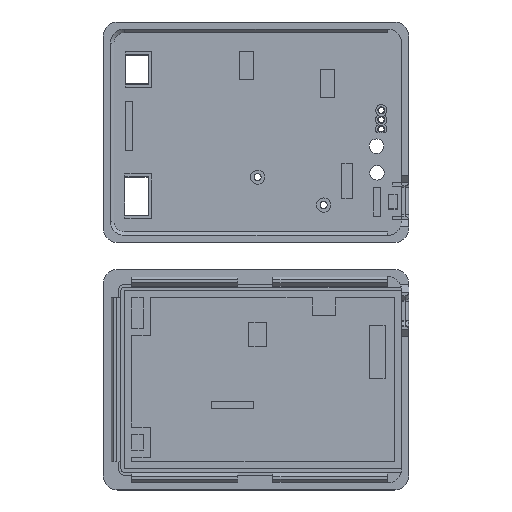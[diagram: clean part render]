
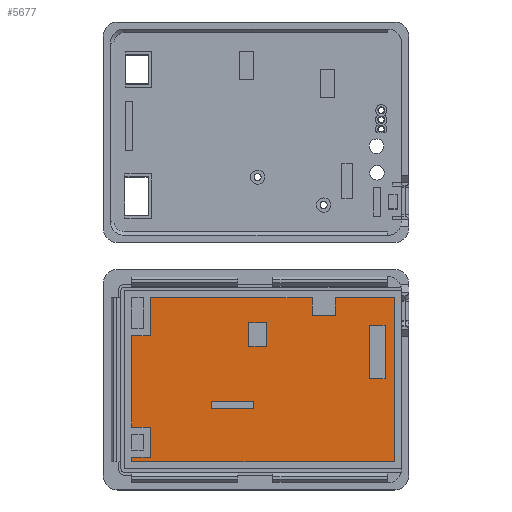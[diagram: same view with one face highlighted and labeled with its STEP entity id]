
A CAD part, top view. The second image highlights one B-rep face of the part: STEP entity #5677.
In plain terms, the highlighted planar face has unit normal (0, 0, 1).
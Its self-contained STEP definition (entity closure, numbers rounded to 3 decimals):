
#78=FACE_BOUND('',#881,.T.);
#79=FACE_BOUND('',#882,.T.);
#80=FACE_BOUND('',#883,.T.);
#537=FACE_OUTER_BOUND('',#880,.T.);
#880=EDGE_LOOP('',(#4824,#4825,#4826,#4827,#4828,#4829,#4830,#4831,#4832,
#4833,#4834,#4835,#4836,#4837));
#881=EDGE_LOOP('',(#4838,#4839,#4840,#4841));
#882=EDGE_LOOP('',(#4842,#4843,#4844,#4845));
#883=EDGE_LOOP('',(#4846,#4847,#4848,#4849));
#1456=LINE('',#9076,#2113);
#1460=LINE('',#9083,#2117);
#1463=LINE('',#9089,#2120);
#1465=LINE('',#9092,#2122);
#1475=LINE('',#9116,#2132);
#1479=LINE('',#9123,#2136);
#1482=LINE('',#9129,#2139);
#1488=LINE('',#9141,#2145);
#1491=LINE('',#9147,#2148);
#1494=LINE('',#9154,#2151);
#1495=LINE('',#9156,#2152);
#1496=LINE('',#9158,#2153);
#1497=LINE('',#9160,#2154);
#1498=LINE('',#9162,#2155);
#1499=LINE('',#9164,#2156);
#1500=LINE('',#9166,#2157);
#1501=LINE('',#9168,#2158);
#1502=LINE('',#9169,#2159);
#1503=LINE('',#9172,#2160);
#1504=LINE('',#9174,#2161);
#1505=LINE('',#9176,#2162);
#1506=LINE('',#9177,#2163);
#1507=LINE('',#9180,#2164);
#1508=LINE('',#9182,#2165);
#1509=LINE('',#9184,#2166);
#1510=LINE('',#9185,#2167);
#2113=VECTOR('',#7396,10.);
#2117=VECTOR('',#7402,10.);
#2120=VECTOR('',#7407,10.);
#2122=VECTOR('',#7411,10.);
#2132=VECTOR('',#7429,10.);
#2136=VECTOR('',#7435,10.);
#2139=VECTOR('',#7440,10.);
#2145=VECTOR('',#7450,10.);
#2148=VECTOR('',#7457,10.);
#2151=VECTOR('',#7464,10.);
#2152=VECTOR('',#7465,10.);
#2153=VECTOR('',#7466,10.);
#2154=VECTOR('',#7467,10.);
#2155=VECTOR('',#7468,10.);
#2156=VECTOR('',#7469,10.);
#2157=VECTOR('',#7470,10.);
#2158=VECTOR('',#7471,10.);
#2159=VECTOR('',#7472,10.);
#2160=VECTOR('',#7473,10.);
#2161=VECTOR('',#7474,10.);
#2162=VECTOR('',#7475,10.);
#2163=VECTOR('',#7476,10.);
#2164=VECTOR('',#7477,10.);
#2165=VECTOR('',#7478,10.);
#2166=VECTOR('',#7479,10.);
#2167=VECTOR('',#7480,10.);
#2671=VERTEX_POINT('',#9073);
#2672=VERTEX_POINT('',#9075);
#2674=VERTEX_POINT('',#9081);
#2676=VERTEX_POINT('',#9087);
#2685=VERTEX_POINT('',#9113);
#2686=VERTEX_POINT('',#9115);
#2688=VERTEX_POINT('',#9121);
#2690=VERTEX_POINT('',#9127);
#2694=VERTEX_POINT('',#9139);
#2695=VERTEX_POINT('',#9146);
#2697=VERTEX_POINT('',#9153);
#2698=VERTEX_POINT('',#9155);
#2699=VERTEX_POINT('',#9157);
#2700=VERTEX_POINT('',#9159);
#2701=VERTEX_POINT('',#9161);
#2702=VERTEX_POINT('',#9163);
#2703=VERTEX_POINT('',#9165);
#2704=VERTEX_POINT('',#9167);
#2705=VERTEX_POINT('',#9170);
#2706=VERTEX_POINT('',#9171);
#2707=VERTEX_POINT('',#9173);
#2708=VERTEX_POINT('',#9175);
#2709=VERTEX_POINT('',#9178);
#2710=VERTEX_POINT('',#9179);
#2711=VERTEX_POINT('',#9181);
#2712=VERTEX_POINT('',#9183);
#3395=EDGE_CURVE('',#2672,#2671,#1456,.T.);
#3399=EDGE_CURVE('',#2671,#2674,#1460,.T.);
#3402=EDGE_CURVE('',#2674,#2676,#1463,.T.);
#3404=EDGE_CURVE('',#2676,#2672,#1465,.T.);
#3414=EDGE_CURVE('',#2686,#2685,#1475,.T.);
#3418=EDGE_CURVE('',#2685,#2688,#1479,.T.);
#3421=EDGE_CURVE('',#2688,#2690,#1482,.T.);
#3427=EDGE_CURVE('',#2690,#2694,#1488,.T.);
#3430=EDGE_CURVE('',#2695,#2686,#1491,.T.);
#3433=EDGE_CURVE('',#2694,#2697,#1494,.T.);
#3434=EDGE_CURVE('',#2697,#2698,#1495,.T.);
#3435=EDGE_CURVE('',#2698,#2699,#1496,.T.);
#3436=EDGE_CURVE('',#2699,#2700,#1497,.T.);
#3437=EDGE_CURVE('',#2700,#2701,#1498,.T.);
#3438=EDGE_CURVE('',#2701,#2702,#1499,.T.);
#3439=EDGE_CURVE('',#2702,#2703,#1500,.T.);
#3440=EDGE_CURVE('',#2703,#2704,#1501,.T.);
#3441=EDGE_CURVE('',#2704,#2695,#1502,.T.);
#3442=EDGE_CURVE('',#2705,#2706,#1503,.T.);
#3443=EDGE_CURVE('',#2706,#2707,#1504,.T.);
#3444=EDGE_CURVE('',#2707,#2708,#1505,.T.);
#3445=EDGE_CURVE('',#2708,#2705,#1506,.T.);
#3446=EDGE_CURVE('',#2709,#2710,#1507,.T.);
#3447=EDGE_CURVE('',#2710,#2711,#1508,.T.);
#3448=EDGE_CURVE('',#2711,#2712,#1509,.T.);
#3449=EDGE_CURVE('',#2712,#2709,#1510,.T.);
#4824=ORIENTED_EDGE('',*,*,#3414,.T.);
#4825=ORIENTED_EDGE('',*,*,#3418,.T.);
#4826=ORIENTED_EDGE('',*,*,#3421,.T.);
#4827=ORIENTED_EDGE('',*,*,#3427,.T.);
#4828=ORIENTED_EDGE('',*,*,#3433,.T.);
#4829=ORIENTED_EDGE('',*,*,#3434,.T.);
#4830=ORIENTED_EDGE('',*,*,#3435,.T.);
#4831=ORIENTED_EDGE('',*,*,#3436,.T.);
#4832=ORIENTED_EDGE('',*,*,#3437,.T.);
#4833=ORIENTED_EDGE('',*,*,#3438,.T.);
#4834=ORIENTED_EDGE('',*,*,#3439,.T.);
#4835=ORIENTED_EDGE('',*,*,#3440,.T.);
#4836=ORIENTED_EDGE('',*,*,#3441,.T.);
#4837=ORIENTED_EDGE('',*,*,#3430,.T.);
#4838=ORIENTED_EDGE('',*,*,#3395,.T.);
#4839=ORIENTED_EDGE('',*,*,#3399,.T.);
#4840=ORIENTED_EDGE('',*,*,#3402,.T.);
#4841=ORIENTED_EDGE('',*,*,#3404,.T.);
#4842=ORIENTED_EDGE('',*,*,#3442,.T.);
#4843=ORIENTED_EDGE('',*,*,#3443,.T.);
#4844=ORIENTED_EDGE('',*,*,#3444,.T.);
#4845=ORIENTED_EDGE('',*,*,#3445,.T.);
#4846=ORIENTED_EDGE('',*,*,#3446,.T.);
#4847=ORIENTED_EDGE('',*,*,#3447,.T.);
#4848=ORIENTED_EDGE('',*,*,#3448,.T.);
#4849=ORIENTED_EDGE('',*,*,#3449,.T.);
#5393=PLANE('',#6122);
#5677=ADVANCED_FACE('',(#537,#78,#79,#80),#5393,.T.);
#6122=AXIS2_PLACEMENT_3D('',#9152,#7462,#7463);
#7396=DIRECTION('',(-1.,0.,0.));
#7402=DIRECTION('',(0.,1.,0.));
#7407=DIRECTION('',(1.,0.,0.));
#7411=DIRECTION('',(0.,-1.,0.));
#7429=DIRECTION('',(1.,0.,0.));
#7435=DIRECTION('',(0.,-1.,0.));
#7440=DIRECTION('',(-1.,0.,0.));
#7450=DIRECTION('',(0.,-1.,0.));
#7457=DIRECTION('',(0.,-1.,0.));
#7462=DIRECTION('center_axis',(0.,0.,1.));
#7463=DIRECTION('ref_axis',(1.,0.,0.));
#7464=DIRECTION('',(1.,0.,0.));
#7465=DIRECTION('',(0.,1.,0.));
#7466=DIRECTION('',(-1.,0.,0.));
#7467=DIRECTION('',(0.,-1.,0.));
#7468=DIRECTION('',(-1.,0.,0.));
#7469=DIRECTION('',(0.,1.,0.));
#7470=DIRECTION('',(-1.,0.,0.));
#7471=DIRECTION('',(0.,-1.,0.));
#7472=DIRECTION('',(-1.,0.,0.));
#7473=DIRECTION('',(-1.,0.,0.));
#7474=DIRECTION('',(0.,1.,0.));
#7475=DIRECTION('',(1.,0.,0.));
#7476=DIRECTION('',(0.,-1.,0.));
#7477=DIRECTION('',(-1.,0.,0.));
#7478=DIRECTION('',(0.,1.,0.));
#7479=DIRECTION('',(1.,0.,0.));
#7480=DIRECTION('',(0.,-1.,0.));
#9073=CARTESIAN_POINT('',(40.814,0.029,2.));
#9075=CARTESIAN_POINT('',(45.314,0.029,2.));
#9076=CARTESIAN_POINT('',(24.807,0.029,2.));
#9081=CARTESIAN_POINT('',(40.814,15.029,2.));
#9083=CARTESIAN_POINT('',(40.814,7.414,2.));
#9087=CARTESIAN_POINT('',(45.314,15.029,2.));
#9089=CARTESIAN_POINT('',(27.057,15.029,2.));
#9092=CARTESIAN_POINT('',(45.314,-0.086,2.));
#9113=CARTESIAN_POINT('',(-21.1,-13.591,2.));
#9115=CARTESIAN_POINT('',(-26.4,-13.591,2.));
#9116=CARTESIAN_POINT('',(-6.15,-13.591,2.));
#9121=CARTESIAN_POINT('',(-21.1,-22.1,2.));
#9123=CARTESIAN_POINT('',(-21.1,-11.15,2.));
#9127=CARTESIAN_POINT('',(-26.4,-22.1,2.));
#9129=CARTESIAN_POINT('',(-8.8,-22.1,2.));
#9139=CARTESIAN_POINT('',(-26.4,-23.4,2.));
#9141=CARTESIAN_POINT('',(-26.4,-11.8,2.));
#9146=CARTESIAN_POINT('',(-26.4,12.255,2.));
#9147=CARTESIAN_POINT('',(-26.4,-11.8,2.));
#9152=CARTESIAN_POINT('Origin',(8.8,-0.2,2.));
#9153=CARTESIAN_POINT('',(48.,-23.4,2.));
#9154=CARTESIAN_POINT('',(28.4,-23.4,2.));
#9155=CARTESIAN_POINT('',(48.,23.,2.));
#9156=CARTESIAN_POINT('',(48.,11.4,2.));
#9157=CARTESIAN_POINT('',(31.281,23.,2.));
#9158=CARTESIAN_POINT('',(-8.8,23.,2.));
#9159=CARTESIAN_POINT('',(31.281,18.,2.));
#9160=CARTESIAN_POINT('',(31.281,8.9,2.));
#9161=CARTESIAN_POINT('',(24.681,18.,2.));
#9162=CARTESIAN_POINT('',(16.74,18.,2.));
#9163=CARTESIAN_POINT('',(24.681,23.,2.));
#9164=CARTESIAN_POINT('',(24.681,11.4,2.));
#9165=CARTESIAN_POINT('',(-21.1,23.,2.));
#9166=CARTESIAN_POINT('',(-8.8,23.,2.));
#9167=CARTESIAN_POINT('',(-21.1,12.255,2.));
#9168=CARTESIAN_POINT('',(-21.1,6.027,2.));
#9169=CARTESIAN_POINT('',(-8.8,12.255,2.));
#9170=CARTESIAN_POINT('',(8.152,-8.416,2.));
#9171=CARTESIAN_POINT('',(-3.848,-8.416,2.));
#9172=CARTESIAN_POINT('',(2.476,-8.416,2.));
#9173=CARTESIAN_POINT('',(-3.848,-6.416,2.));
#9174=CARTESIAN_POINT('',(-3.848,-3.308,2.));
#9175=CARTESIAN_POINT('',(8.152,-6.416,2.));
#9176=CARTESIAN_POINT('',(8.476,-6.416,2.));
#9177=CARTESIAN_POINT('',(8.152,-4.308,2.));
#9178=CARTESIAN_POINT('',(11.757,9.3,2.));
#9179=CARTESIAN_POINT('',(6.757,9.3,2.));
#9180=CARTESIAN_POINT('',(7.779,9.3,2.));
#9181=CARTESIAN_POINT('',(6.757,15.9,2.));
#9182=CARTESIAN_POINT('',(6.757,7.85,2.));
#9183=CARTESIAN_POINT('',(11.757,15.9,2.));
#9184=CARTESIAN_POINT('',(10.279,15.9,2.));
#9185=CARTESIAN_POINT('',(11.757,4.55,2.));
